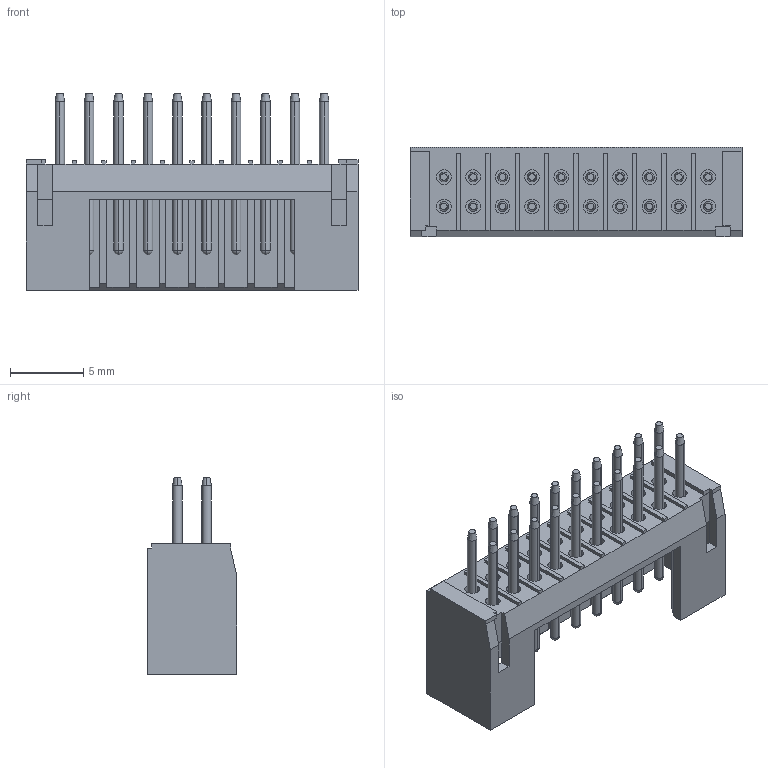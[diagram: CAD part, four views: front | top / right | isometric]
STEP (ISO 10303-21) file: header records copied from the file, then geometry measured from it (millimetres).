
FILE_DESCRIPTION (( 'STEP AP214' ), '1' );
FILE_NAME ('F2JL24-S20SD000-01-REF .STEP', '2025-12-02T03:15:35', ( '' ), ( '' ), 'SwSTEP 2.0', 'SolidWorks 2021', '' );
FILE_SCHEMA (( 'AUTOMOTIVE_DESIGN' ));
Length unit declared in the file: millimetre
Products named in the file (1): F2JL24-S20SD000-01-REF 
Bounding box: 22.6 x 6.1 x 13.4 mm (x, y, z)
Volume: 556.9 mm3; surface area: 1392.5 mm2
Topology: 1 solids, 1 shells, 376 faces, 986 edges, 628 vertices
Faces by surface type: plane 176, cylinder 120, sphere 40, cone 40
Entity records: 11048 total; most frequent: DIRECTION 2020, CARTESIAN_POINT 1871, ORIENTED_EDGE 1812, EDGE_CURVE 906, AXIS2_PLACEMENT_3D 737, VERTEX_POINT 588, LINE 546, VECTOR 546
